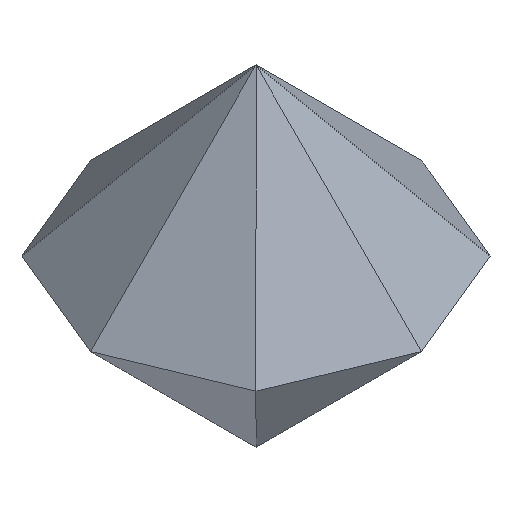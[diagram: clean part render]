
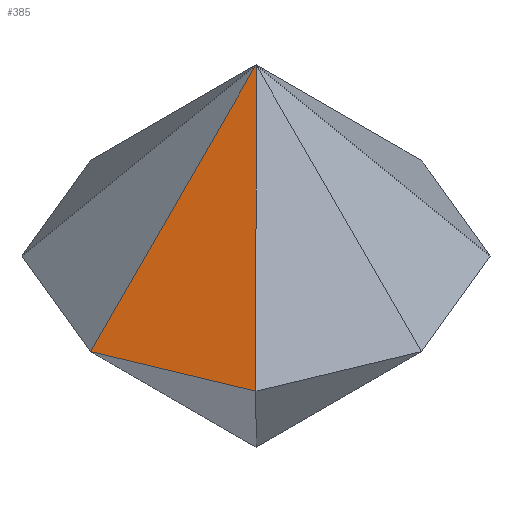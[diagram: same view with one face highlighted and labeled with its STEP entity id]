
A CAD part, isometric view. The second image highlights one B-rep face of the part: STEP entity #385.
In plain terms, the highlighted planar face has unit normal (-0.679, -0.281, 0.679).
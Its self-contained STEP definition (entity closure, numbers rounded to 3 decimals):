
#254=CARTESIAN_POINT('',(-0.,0.,12.5));
#255=VERTEX_POINT('',#254);
#345=CARTESIAN_POINT('',(-12.5,0.,0.));
#346=VERTEX_POINT('',#345);
#353=CARTESIAN_POINT('',(0.,0.,12.5));
#354=DIRECTION('',(-0.707,0.,-0.707));
#355=VECTOR('',#354,17.678);
#356=LINE('',#353,#355);
#357=EDGE_CURVE('',#255,#346,#356,.T.);
#363=CARTESIAN_POINT('',(-10.669,-4.419,0.));
#364=DIRECTION('',(-0.679,-0.281,0.679));
#365=DIRECTION('',(0.707,-0.,0.707));
#366=AXIS2_PLACEMENT_3D('',#363,#364,#365);
#367=PLANE('',#366);
#368=CARTESIAN_POINT('',(-8.839,-8.839,0.));
#369=VERTEX_POINT('',#368);
#370=CARTESIAN_POINT('',(-12.5,0.,0.));
#371=DIRECTION('',(0.383,-0.924,0.));
#372=VECTOR('',#371,9.567);
#373=LINE('',#370,#372);
#374=EDGE_CURVE('',#346,#369,#373,.T.);
#375=ORIENTED_EDGE('',*,*,#374,.T.);
#376=CARTESIAN_POINT('',(0.,-0.,12.5));
#377=DIRECTION('',(-0.5,-0.5,-0.707));
#378=VECTOR('',#377,17.678);
#379=LINE('',#376,#378);
#380=EDGE_CURVE('',#255,#369,#379,.T.);
#381=ORIENTED_EDGE('',*,*,#380,.F.);
#382=ORIENTED_EDGE('',*,*,#357,.T.);
#383=EDGE_LOOP('',(#375,#381,#382));
#384=FACE_BOUND('',#383,.T.);
#385=ADVANCED_FACE('',(#384),#367,.T.);
